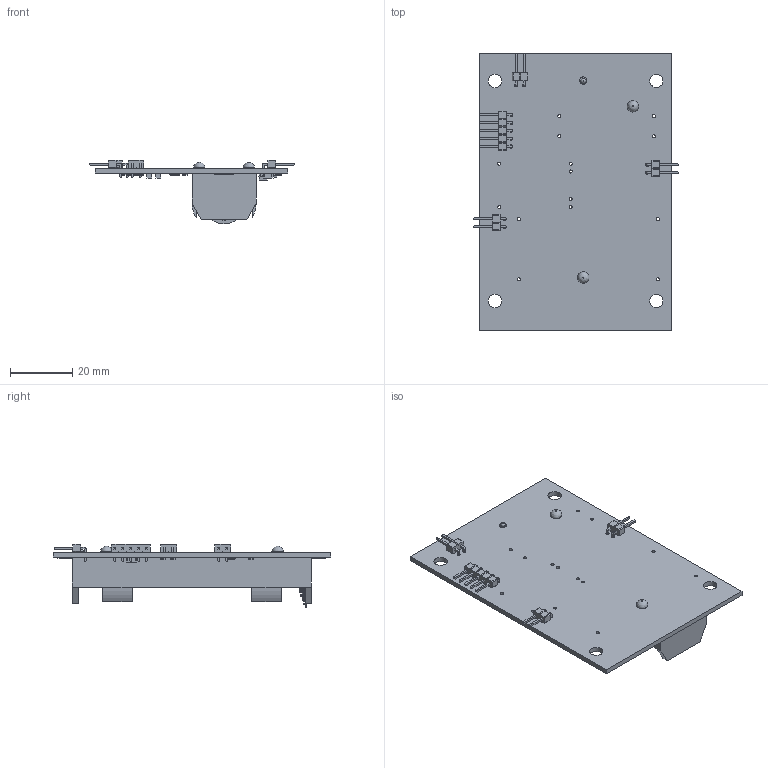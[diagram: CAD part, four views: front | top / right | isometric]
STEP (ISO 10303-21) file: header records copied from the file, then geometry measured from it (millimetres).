
FILE_DESCRIPTION(('KiCad electronic assembly'),'2;1');
FILE_NAME('pow_board.step','2024-05-03T23:58:18',('Pcbnew'),('Kicad'), 'Open CASCADE STEP processor 7.7','KiCad to STEP converter','Unknown' );
FILE_SCHEMA(('AUTOMOTIVE_DESIGN { 1 0 10303 214 1 1 1 1 }'));
Length unit declared in the file: millimetre
Products named in the file (16): pow_board 1; PinHeader_1x02_P2.54mm_Horizontal; PinHeader_1x02_P254mm_Horizontal; PinHeader_1x05_P2.54mm_Horizontal; PinHeader_1x05_P254mm_Horizontal; C_1206_3216Metric; R_1206_3216Metric; BatteryHolder_Keystone_1042_1x18650; Keystone_1042_1x18650; D_SMA; SOT-23; SOT_23; pow_board_PCB
Assembly tree (25 placements, depth 3):
  pow_board 1
    PinHeader_1x02_P2.54mm_Horizontal  x3
      PinHeader_1x02_P254mm_Horizontal
    PinHeader_1x05_P2.54mm_Horizontal
      PinHeader_1x05_P254mm_Horizontal
    C_1206_3216Metric  x4
      C_1206_3216Metric
    R_1206_3216Metric  x6
      R_1206_3216Metric
    BatteryHolder_Keystone_1042_1x18650
      Keystone_1042_1x18650
    D_SMA
      D_SMA
    SOT-23
      SOT_23
    pow_board_PCB
Bounding box: 66.02 x 89.39 x 20.54 mm (x, y, z)
Volume: 15091.9 mm3; surface area: 19933.7 mm2
Topology: 26 solids, 26 shells, 822 faces, 2041 edges, 1301 vertices
Faces by surface type: plane 606, cylinder 176, bspline 37, revolution 3
Full cylindrical faces by diameter (mm): 0.02 x1, 1 x25, 1.57 x1, 2.39 x1, 2.4 x1, 3.45 x2, 3.68 x2, 4.3 x4, 4.8 x2, 7.2 x2, 9.6 x2, 12 x1
Entity records: 17866 total; most frequent: CARTESIAN_POINT 2691, ORIENTED_EDGE 2410, DIRECTION 2314, EDGE_CURVE 1205, LINE 947, VECTOR 947, VERTEX_POINT 761, AXIS2_PLACEMENT_3D 682
